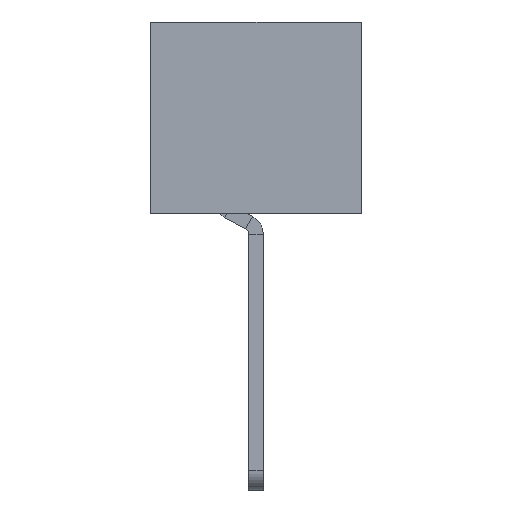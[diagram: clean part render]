
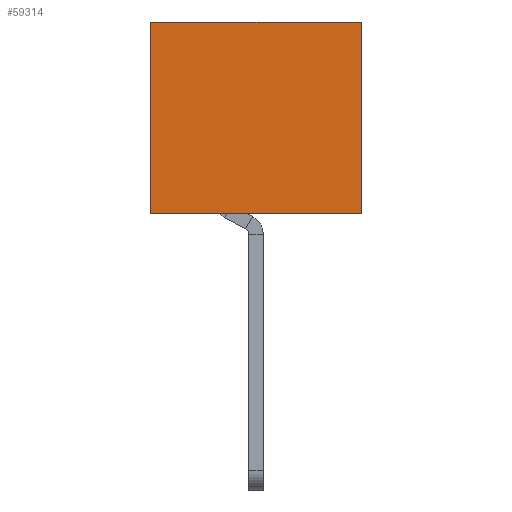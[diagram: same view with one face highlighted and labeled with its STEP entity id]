
A CAD part, front view. The second image highlights one B-rep face of the part: STEP entity #59314.
In plain terms, the highlighted face is planar.
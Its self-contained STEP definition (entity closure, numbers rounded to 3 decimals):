
#59145 = PLANE('',#59146);
#59146 = AXIS2_PLACEMENT_3D('',#59147,#59148,#59149);
#59147 = CARTESIAN_POINT('',(1.1,12.25,0.));
#59148 = DIRECTION('',(1.,0.,0.));
#59149 = DIRECTION('',(0.,0.,1.));
#59173 = PLANE('',#59174);
#59174 = AXIS2_PLACEMENT_3D('',#59175,#59176,#59177);
#59175 = CARTESIAN_POINT('',(-1.1,12.25,2.));
#59176 = DIRECTION('',(0.,0.,1.));
#59177 = DIRECTION('',(1.,0.,0.));
#59201 = PLANE('',#59202);
#59202 = AXIS2_PLACEMENT_3D('',#59203,#59204,#59205);
#59203 = CARTESIAN_POINT('',(-1.1,10.98,0.));
#59204 = DIRECTION('',(-1.,0.,0.));
#59205 = DIRECTION('',(0.,0.,-1.));
#59227 = PLANE('',#59228);
#59228 = AXIS2_PLACEMENT_3D('',#59229,#59230,#59231);
#59229 = CARTESIAN_POINT('',(-1.1,12.25,0.));
#59230 = DIRECTION('',(0.,0.,1.));
#59231 = DIRECTION('',(1.,0.,0.));
#59243 = VERTEX_POINT('',#59244);
#59244 = CARTESIAN_POINT('',(-1.1,12.25,0.));
#59267 = VERTEX_POINT('',#59268);
#59268 = CARTESIAN_POINT('',(-1.1,12.25,2.));
#59289 = EDGE_CURVE('',#59243,#59267,#59290,.T.);
#59290 = SURFACE_CURVE('',#59291,(#59295,#59302),.PCURVE_S1.);
#59291 = LINE('',#59292,#59293);
#59292 = CARTESIAN_POINT('',(-1.1,12.25,0.));
#59293 = VECTOR('',#59294,1.);
#59294 = DIRECTION('',(0.,0.,1.));
#59295 = PCURVE('',#59201,#59296);
#59296 = DEFINITIONAL_REPRESENTATION('',(#59297),#59301);
#59297 = LINE('',#59298,#59299);
#59298 = CARTESIAN_POINT('',(0.,-1.27));
#59299 = VECTOR('',#59300,1.);
#59300 = DIRECTION('',(-1.,0.));
#59301 = ( GEOMETRIC_REPRESENTATION_CONTEXT(2) 
PARAMETRIC_REPRESENTATION_CONTEXT() REPRESENTATION_CONTEXT('2D SPACE',''
  ) );
#59302 = PCURVE('',#59303,#59308);
#59303 = PLANE('',#59304);
#59304 = AXIS2_PLACEMENT_3D('',#59305,#59306,#59307);
#59305 = CARTESIAN_POINT('',(-1.1,12.25,0.));
#59306 = DIRECTION('',(0.,1.,0.));
#59307 = DIRECTION('',(1.,0.,0.));
#59308 = DEFINITIONAL_REPRESENTATION('',(#59309),#59313);
#59309 = LINE('',#59310,#59311);
#59310 = CARTESIAN_POINT('',(0.,0.));
#59311 = VECTOR('',#59312,1.);
#59312 = DIRECTION('',(0.,-1.));
#59313 = ( GEOMETRIC_REPRESENTATION_CONTEXT(2) 
PARAMETRIC_REPRESENTATION_CONTEXT() REPRESENTATION_CONTEXT('2D SPACE',''
  ) );
#59314 = ADVANCED_FACE('',(#59315),#59303,.T.);
#59315 = FACE_BOUND('',#59316,.T.);
#59316 = EDGE_LOOP('',(#59317,#59318,#59341,#59364));
#59317 = ORIENTED_EDGE('',*,*,#59289,.T.);
#59318 = ORIENTED_EDGE('',*,*,#59319,.T.);
#59319 = EDGE_CURVE('',#59267,#59320,#59322,.T.);
#59320 = VERTEX_POINT('',#59321);
#59321 = CARTESIAN_POINT('',(1.1,12.25,2.));
#59322 = SURFACE_CURVE('',#59323,(#59327,#59334),.PCURVE_S1.);
#59323 = LINE('',#59324,#59325);
#59324 = CARTESIAN_POINT('',(-1.1,12.25,2.));
#59325 = VECTOR('',#59326,1.);
#59326 = DIRECTION('',(1.,0.,0.));
#59327 = PCURVE('',#59303,#59328);
#59328 = DEFINITIONAL_REPRESENTATION('',(#59329),#59333);
#59329 = LINE('',#59330,#59331);
#59330 = CARTESIAN_POINT('',(0.,-2.));
#59331 = VECTOR('',#59332,1.);
#59332 = DIRECTION('',(1.,0.));
#59333 = ( GEOMETRIC_REPRESENTATION_CONTEXT(2) 
PARAMETRIC_REPRESENTATION_CONTEXT() REPRESENTATION_CONTEXT('2D SPACE',''
  ) );
#59334 = PCURVE('',#59173,#59335);
#59335 = DEFINITIONAL_REPRESENTATION('',(#59336),#59340);
#59336 = LINE('',#59337,#59338);
#59337 = CARTESIAN_POINT('',(0.,0.));
#59338 = VECTOR('',#59339,1.);
#59339 = DIRECTION('',(1.,0.));
#59340 = ( GEOMETRIC_REPRESENTATION_CONTEXT(2) 
PARAMETRIC_REPRESENTATION_CONTEXT() REPRESENTATION_CONTEXT('2D SPACE',''
  ) );
#59341 = ORIENTED_EDGE('',*,*,#59342,.F.);
#59342 = EDGE_CURVE('',#59343,#59320,#59345,.T.);
#59343 = VERTEX_POINT('',#59344);
#59344 = CARTESIAN_POINT('',(1.1,12.25,0.));
#59345 = SURFACE_CURVE('',#59346,(#59350,#59357),.PCURVE_S1.);
#59346 = LINE('',#59347,#59348);
#59347 = CARTESIAN_POINT('',(1.1,12.25,0.));
#59348 = VECTOR('',#59349,1.);
#59349 = DIRECTION('',(0.,0.,1.));
#59350 = PCURVE('',#59303,#59351);
#59351 = DEFINITIONAL_REPRESENTATION('',(#59352),#59356);
#59352 = LINE('',#59353,#59354);
#59353 = CARTESIAN_POINT('',(2.2,0.));
#59354 = VECTOR('',#59355,1.);
#59355 = DIRECTION('',(0.,-1.));
#59356 = ( GEOMETRIC_REPRESENTATION_CONTEXT(2) 
PARAMETRIC_REPRESENTATION_CONTEXT() REPRESENTATION_CONTEXT('2D SPACE',''
  ) );
#59357 = PCURVE('',#59145,#59358);
#59358 = DEFINITIONAL_REPRESENTATION('',(#59359),#59363);
#59359 = LINE('',#59360,#59361);
#59360 = CARTESIAN_POINT('',(0.,0.));
#59361 = VECTOR('',#59362,1.);
#59362 = DIRECTION('',(1.,0.));
#59363 = ( GEOMETRIC_REPRESENTATION_CONTEXT(2) 
PARAMETRIC_REPRESENTATION_CONTEXT() REPRESENTATION_CONTEXT('2D SPACE',''
  ) );
#59364 = ORIENTED_EDGE('',*,*,#59365,.F.);
#59365 = EDGE_CURVE('',#59243,#59343,#59366,.T.);
#59366 = SURFACE_CURVE('',#59367,(#59371,#59378),.PCURVE_S1.);
#59367 = LINE('',#59368,#59369);
#59368 = CARTESIAN_POINT('',(-1.1,12.25,0.));
#59369 = VECTOR('',#59370,1.);
#59370 = DIRECTION('',(1.,0.,0.));
#59371 = PCURVE('',#59303,#59372);
#59372 = DEFINITIONAL_REPRESENTATION('',(#59373),#59377);
#59373 = LINE('',#59374,#59375);
#59374 = CARTESIAN_POINT('',(0.,0.));
#59375 = VECTOR('',#59376,1.);
#59376 = DIRECTION('',(1.,0.));
#59377 = ( GEOMETRIC_REPRESENTATION_CONTEXT(2) 
PARAMETRIC_REPRESENTATION_CONTEXT() REPRESENTATION_CONTEXT('2D SPACE',''
  ) );
#59378 = PCURVE('',#59227,#59379);
#59379 = DEFINITIONAL_REPRESENTATION('',(#59380),#59384);
#59380 = LINE('',#59381,#59382);
#59381 = CARTESIAN_POINT('',(0.,0.));
#59382 = VECTOR('',#59383,1.);
#59383 = DIRECTION('',(1.,0.));
#59384 = ( GEOMETRIC_REPRESENTATION_CONTEXT(2) 
PARAMETRIC_REPRESENTATION_CONTEXT() REPRESENTATION_CONTEXT('2D SPACE',''
  ) );
